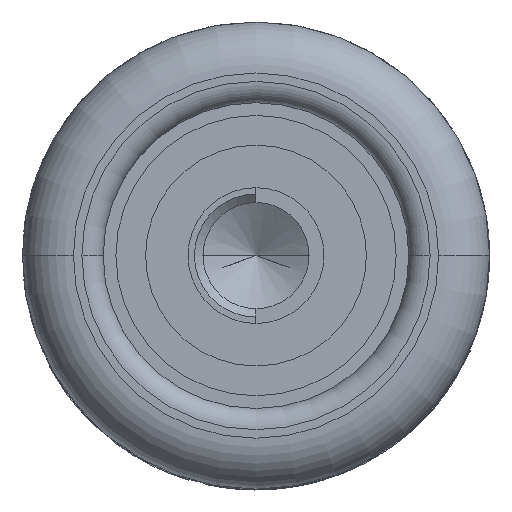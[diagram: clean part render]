
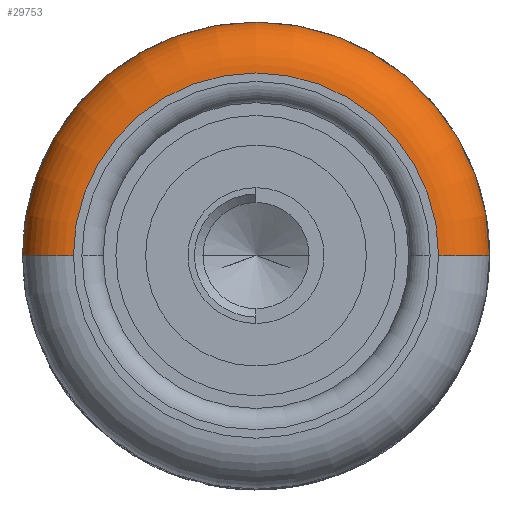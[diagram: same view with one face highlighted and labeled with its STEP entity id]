
A CAD part, left-side view. The second image highlights one B-rep face of the part: STEP entity #29753.
In plain terms, the highlighted toroidal (fillet/blend) face has major radius 4.3 mm and minor radius 1.2 mm.
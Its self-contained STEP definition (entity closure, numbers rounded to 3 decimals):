
#3896=CARTESIAN_POINT('',(-12.8,5.5,-5.5));
#3897=DIRECTION('',(1.,0.,0.));
#3898=DIRECTION('',(0.,1.,0.));
#3899=AXIS2_PLACEMENT_3D('',#3896,#3897,#3898);
#3901=CARTESIAN_POINT('',(-12.8,1.2,-5.5));
#3902=DIRECTION('',(0.,0.,-1.));
#3903=DIRECTION('',(0.,-1.,0.));
#3904=AXIS2_PLACEMENT_3D('',#3901,#3902,#3903);
#3906=CARTESIAN_POINT('',(-12.8,9.8,-5.5));
#3907=DIRECTION('',(0.,0.,-1.));
#3908=DIRECTION('',(-1.,0.,0.));
#3909=AXIS2_PLACEMENT_3D('',#3906,#3907,#3908);
#3921=CARTESIAN_POINT('',(-14.,5.5,-5.5));
#3922=DIRECTION('',(-1.,0.,0.));
#3923=DIRECTION('',(0.,-1.,0.));
#3924=AXIS2_PLACEMENT_3D('',#3921,#3922,#3923);
#21994=CARTESIAN_POINT('',(-12.8,0.,-5.5));
#21995=VERTEX_POINT('',#21994);
#21996=CARTESIAN_POINT('',(-12.8,11.,-5.5));
#21997=VERTEX_POINT('',#21996);
#22895=CARTESIAN_POINT('',(-14.,9.8,-5.5));
#22896=VERTEX_POINT('',#22895);
#22897=CARTESIAN_POINT('',(-14.,1.2,-5.5));
#22898=VERTEX_POINT('',#22897);
#29739=CARTESIAN_POINT('',(-12.8,5.5,-5.5));
#29740=DIRECTION('',(-1.,0.,0.));
#29741=DIRECTION('',(0.,1.,0.));
#29742=AXIS2_PLACEMENT_3D('',#29739,#29740,#29741);
#29743=TOROIDAL_SURFACE('',#29742,4.3,1.2);
#29744=ORIENTED_EDGE('',*,*,#29734,.T.);
#29746=ORIENTED_EDGE('',*,*,#29745,.T.);
#29748=ORIENTED_EDGE('',*,*,#29747,.T.);
#29750=ORIENTED_EDGE('',*,*,#29749,.T.);
#29751=EDGE_LOOP('',(#29744,#29746,#29748,#29750));
#29752=FACE_OUTER_BOUND('',#29751,.F.);
#29753=ADVANCED_FACE('',(#29752),#29743,.T.);
#3900=CIRCLE('',#3899,5.5);
#3905=CIRCLE('',#3904,1.2);
#3910=CIRCLE('',#3909,1.2);
#3925=CIRCLE('',#3924,4.3);
#29734=EDGE_CURVE('',#21997,#21995,#3900,.T.);
#29745=EDGE_CURVE('',#21995,#22898,#3905,.T.);
#29747=EDGE_CURVE('',#22898,#22896,#3925,.T.);
#29749=EDGE_CURVE('',#22896,#21997,#3910,.T.);
